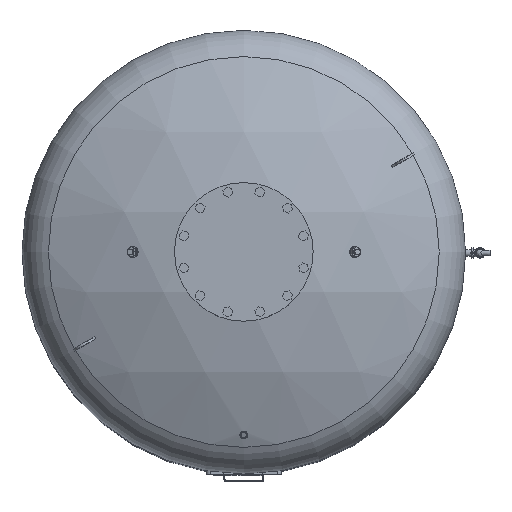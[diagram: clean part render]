
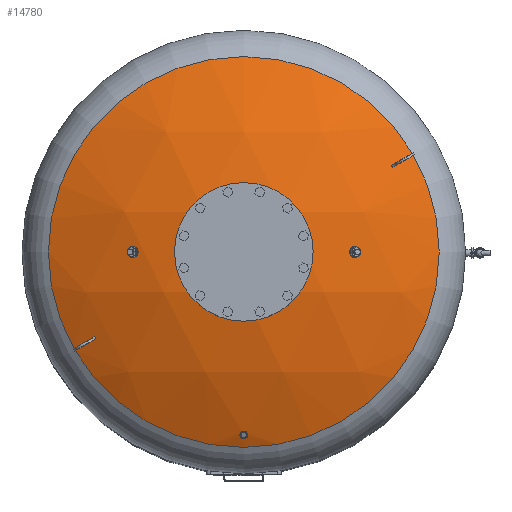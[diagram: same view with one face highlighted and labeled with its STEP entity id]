
A CAD part, top view. The second image highlights one B-rep face of the part: STEP entity #14780.
In plain terms, the highlighted spherical face has radius 1207 mm.
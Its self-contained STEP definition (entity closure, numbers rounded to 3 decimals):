
#51=B_SPLINE_CURVE_WITH_KNOTS($,3,(#23489,#23490,#23491,#23492,#23493,#23494,
#23495,#23496,#23497,#23498,#23499,#23500,#23501,#23502,#23503,#23504,#23505,
#23506,#23507,#23508,#23509,#23510,#23511,#23512,#23513,#23514,#23515,#23516,
#23517,#23518,#23519,#23520,#23521,#23522,#23523,#23524,#23525,#23526,#23527,
#23528,#23529,#23530,#23531,#23532,#23533,#23534,#23535,#23536,#23537,#23538,
#23539,#23540,#23541,#23542,#23543,#23544,#23545,#23546,#23547,#23548,#23549,
#23550,#23551,#23552,#23553,#23554),.UNSPECIFIED.,.T.,.F.,(4,2,2,2,2,2,
2,2,2,2,2,2,2,2,2,2,2,2,2,2,2,2,2,2,2,2,2,2,2,2,2,2,4),(0.,1.997,
3.994,5.991,7.988,10.199,12.411,
14.622,16.833,19.043,21.253,23.463,
25.673,27.67,29.667,31.664,33.66,
35.657,37.654,39.651,41.648,43.858,
46.068,48.278,50.488,52.699,54.91,
57.122,59.333,61.33,63.327,65.324,
67.321),.UNSPECIFIED.);
#81=SPHERICAL_SURFACE($,#15999,1207.);
#268=FACE_BOUND($,#2680,.T.);
#736=CIRCLE($,#16000,528.621);
#1644=FACE_OUTER_BOUND($,#2679,.T.);
#2679=EDGE_LOOP($,(#11815));
#2680=EDGE_LOOP($,(#11816));
#6994=VERTEX_POINT($,#23486);
#6995=VERTEX_POINT($,#23488);
#8727=EDGE_CURVE($,#6994,#6994,#736,.T.);
#8728=EDGE_CURVE($,#6995,#6995,#51,.T.);
#11815=ORIENTED_EDGE($,*,*,#8727,.F.);
#11816=ORIENTED_EDGE($,*,*,#8728,.F.);
#14780=ADVANCED_FACE($,(#1644,#268),#81,.T.);
#15999=AXIS2_PLACEMENT_3D($,#23485,#18946,#18947);
#16000=AXIS2_PLACEMENT_3D($,#23487,#18948,#18949);
#18946=DIRECTION('center_axis',(0.,-1.,0.));
#18947=DIRECTION('ref_axis',(-1.,0.,0.));
#18948=DIRECTION('center_axis',(0.,0.,
-1.));
#18949=DIRECTION('ref_axis',(1.,0.,0.));
#23485=CARTESIAN_POINT('Origin',(0.,0.,
1213.));
#23486=CARTESIAN_POINT('',(528.621,0.,2298.085));
#23487=CARTESIAN_POINT('Origin',(0.,0.,
2298.085));
#23488=CARTESIAN_POINT('',(0.,-505.65,2308.978));
#23489=CARTESIAN_POINT('Ctrl Pts',(0.,-505.65,2308.978));
#23490=CARTESIAN_POINT('Ctrl Pts',(0.666,-505.65,2308.978));
#23491=CARTESIAN_POINT('Ctrl Pts',(1.352,-505.587,2309.006));
#23492=CARTESIAN_POINT('Ctrl Pts',(2.711,-505.322,2309.126));
#23493=CARTESIAN_POINT('Ctrl Pts',(3.385,-505.122,2309.216));
#23494=CARTESIAN_POINT('Ctrl Pts',(4.672,-504.596,2309.454));
#23495=CARTESIAN_POINT('Ctrl Pts',(5.286,-504.27,2309.601));
#23496=CARTESIAN_POINT('Ctrl Pts',(6.418,-503.526,2309.937));
#23497=CARTESIAN_POINT('Ctrl Pts',(6.936,-503.107,2310.126));
#23498=CARTESIAN_POINT('Ctrl Pts',(7.899,-502.178,2310.545));
#23499=CARTESIAN_POINT('Ctrl Pts',(8.368,-501.627,2310.793));
#23500=CARTESIAN_POINT('Ctrl Pts',(9.188,-500.434,2311.331));
#23501=CARTESIAN_POINT('Ctrl Pts',(9.539,-499.791,2311.621));
#23502=CARTESIAN_POINT('Ctrl Pts',(10.1,-498.454,2312.223));
#23503=CARTESIAN_POINT('Ctrl Pts',(10.31,-497.76,2312.535));
#23504=CARTESIAN_POINT('Ctrl Pts',(10.585,-496.369,2313.161));
#23505=CARTESIAN_POINT('Ctrl Pts',(10.65,-495.672,2313.475));
#23506=CARTESIAN_POINT('Ctrl Pts',(10.65,-494.328,2314.079));
#23507=CARTESIAN_POINT('Ctrl Pts',(10.585,-493.631,2314.393));
#23508=CARTESIAN_POINT('Ctrl Pts',(10.311,-492.241,2315.017));
#23509=CARTESIAN_POINT('Ctrl Pts',(10.101,-491.547,2315.329));
#23510=CARTESIAN_POINT('Ctrl Pts',(9.54,-490.211,2315.929));
#23511=CARTESIAN_POINT('Ctrl Pts',(9.189,-489.567,2316.218));
#23512=CARTESIAN_POINT('Ctrl Pts',(8.369,-488.374,2316.753));
#23513=CARTESIAN_POINT('Ctrl Pts',(7.9,-487.823,2317.));
#23514=CARTESIAN_POINT('Ctrl Pts',(6.937,-486.894,2317.416));
#23515=CARTESIAN_POINT('Ctrl Pts',(6.419,-486.475,2317.604));
#23516=CARTESIAN_POINT('Ctrl Pts',(5.286,-485.73,2317.938));
#23517=CARTESIAN_POINT('Ctrl Pts',(4.672,-485.404,2318.084));
#23518=CARTESIAN_POINT('Ctrl Pts',(3.385,-484.878,2318.319));
#23519=CARTESIAN_POINT('Ctrl Pts',(2.711,-484.678,2318.409));
#23520=CARTESIAN_POINT('Ctrl Pts',(1.352,-484.413,2318.528));
#23521=CARTESIAN_POINT('Ctrl Pts',(0.666,-484.35,2318.556));
#23522=CARTESIAN_POINT('Ctrl Pts',(-0.666,-484.35,2318.556));
#23523=CARTESIAN_POINT('Ctrl Pts',(-1.352,-484.413,
2318.528));
#23524=CARTESIAN_POINT('Ctrl Pts',(-2.711,-484.678,
2318.409));
#23525=CARTESIAN_POINT('Ctrl Pts',(-3.385,-484.878,
2318.319));
#23526=CARTESIAN_POINT('Ctrl Pts',(-4.672,-485.404,
2318.084));
#23527=CARTESIAN_POINT('Ctrl Pts',(-5.286,-485.73,2317.938));
#23528=CARTESIAN_POINT('Ctrl Pts',(-6.419,-486.475,
2317.604));
#23529=CARTESIAN_POINT('Ctrl Pts',(-6.937,-486.894,
2317.416));
#23530=CARTESIAN_POINT('Ctrl Pts',(-7.9,-487.823,
2317.));
#23531=CARTESIAN_POINT('Ctrl Pts',(-8.369,-488.374,
2316.753));
#23532=CARTESIAN_POINT('Ctrl Pts',(-9.189,-489.567,
2316.218));
#23533=CARTESIAN_POINT('Ctrl Pts',(-9.54,-490.211,
2315.929));
#23534=CARTESIAN_POINT('Ctrl Pts',(-10.101,-491.547,
2315.329));
#23535=CARTESIAN_POINT('Ctrl Pts',(-10.311,-492.241,
2315.017));
#23536=CARTESIAN_POINT('Ctrl Pts',(-10.585,-493.631,
2314.393));
#23537=CARTESIAN_POINT('Ctrl Pts',(-10.65,-494.328,
2314.079));
#23538=CARTESIAN_POINT('Ctrl Pts',(-10.65,-495.672,
2313.475));
#23539=CARTESIAN_POINT('Ctrl Pts',(-10.585,-496.369,
2313.161));
#23540=CARTESIAN_POINT('Ctrl Pts',(-10.31,-497.76,
2312.535));
#23541=CARTESIAN_POINT('Ctrl Pts',(-10.1,-498.454,
2312.223));
#23542=CARTESIAN_POINT('Ctrl Pts',(-9.539,-499.791,
2311.621));
#23543=CARTESIAN_POINT('Ctrl Pts',(-9.188,-500.434,
2311.331));
#23544=CARTESIAN_POINT('Ctrl Pts',(-8.368,-501.627,
2310.793));
#23545=CARTESIAN_POINT('Ctrl Pts',(-7.899,-502.178,
2310.545));
#23546=CARTESIAN_POINT('Ctrl Pts',(-6.936,-503.107,
2310.126));
#23547=CARTESIAN_POINT('Ctrl Pts',(-6.418,-503.526,
2309.937));
#23548=CARTESIAN_POINT('Ctrl Pts',(-5.286,-504.27,
2309.601));
#23549=CARTESIAN_POINT('Ctrl Pts',(-4.672,-504.596,
2309.454));
#23550=CARTESIAN_POINT('Ctrl Pts',(-3.385,-505.122,
2309.216));
#23551=CARTESIAN_POINT('Ctrl Pts',(-2.711,-505.322,
2309.126));
#23552=CARTESIAN_POINT('Ctrl Pts',(-1.352,-505.587,
2309.006));
#23553=CARTESIAN_POINT('Ctrl Pts',(-0.666,-505.65,2308.978));
#23554=CARTESIAN_POINT('Ctrl Pts',(0.,-505.65,2308.978));
